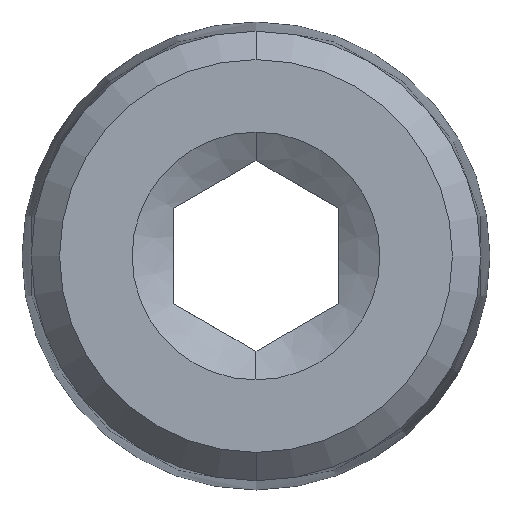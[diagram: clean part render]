
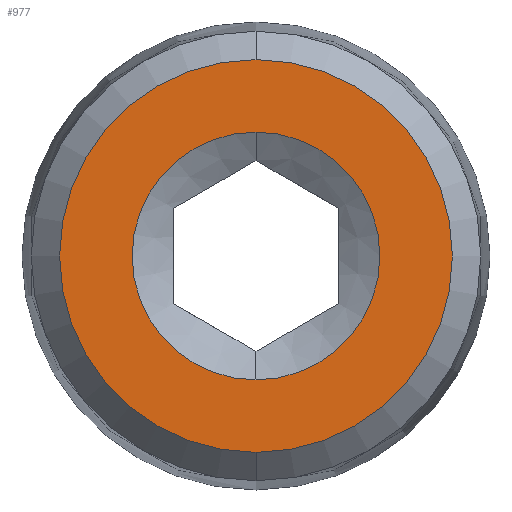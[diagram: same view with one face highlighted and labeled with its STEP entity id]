
A CAD part, front view. The second image highlights one B-rep face of the part: STEP entity #977.
In plain terms, the highlighted planar face has unit normal (0, -1, 0).
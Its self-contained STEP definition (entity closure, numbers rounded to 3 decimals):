
#123 = VERTEX_POINT ( 'NONE', #6693 ) ;
#133 = DIRECTION ( 'NONE',  ( 0., 0., -1. ) ) ;
#175 = DIRECTION ( 'NONE',  ( 0., -1., 0. ) ) ;
#977 = ADVANCED_FACE ( 'NONE', ( #5796, #2893 ), #11195, .T. ) ;
#1068 = CIRCLE ( 'NONE', #14353, 4.5 ) ;
#1776 = CARTESIAN_POINT ( 'NONE',  ( 0., -16.5, 0. ) ) ;
#2107 = DIRECTION ( 'NONE',  ( 0., 0., 1. ) ) ;
#2484 = EDGE_LOOP ( 'NONE', ( #7501, #12702 ) ) ;
#2767 = CARTESIAN_POINT ( 'NONE',  ( 0., -16.5, 0. ) ) ;
#2893 = FACE_OUTER_BOUND ( 'NONE', #2484, .T. ) ;
#2945 = DIRECTION ( 'NONE',  ( 0., 1., 0. ) ) ;
#3106 = DIRECTION ( 'NONE',  ( 0., 0., 1. ) ) ;
#3162 = CIRCLE ( 'NONE', #13325, 4.5 ) ;
#4121 = EDGE_CURVE ( 'NONE', #13852, #123, #3162, .T. ) ;
#4168 = CIRCLE ( 'NONE', #9902, 7.133 ) ;
#4190 = CARTESIAN_POINT ( 'NONE',  ( 0., -16.5, 7.133 ) ) ;
#4821 = CIRCLE ( 'NONE', #6533, 7.133 ) ;
#5080 = EDGE_CURVE ( 'NONE', #11899, #6477, #4168, .T. ) ;
#5609 = CARTESIAN_POINT ( 'NONE',  ( -3.566, -16.5, 0. ) ) ;
#5796 = FACE_BOUND ( 'NONE', #6449, .T. ) ;
#6449 = EDGE_LOOP ( 'NONE', ( #9404, #9202 ) ) ;
#6477 = VERTEX_POINT ( 'NONE', #4190 ) ;
#6533 = AXIS2_PLACEMENT_3D ( 'NONE', #1776, #13908, #8194 ) ;
#6693 = CARTESIAN_POINT ( 'NONE',  ( 0., -16.5, -4.5 ) ) ;
#7501 = ORIENTED_EDGE ( 'NONE', *, *, #9959, .F. ) ;
#7576 = CARTESIAN_POINT ( 'NONE',  ( 0., -16.5, -7.133 ) ) ;
#7760 = DIRECTION ( 'NONE',  ( 0., 1., 0. ) ) ;
#8194 = DIRECTION ( 'NONE',  ( 0., 0., 1. ) ) ;
#8215 = DIRECTION ( 'NONE',  ( 0., 1., 0. ) ) ;
#9202 = ORIENTED_EDGE ( 'NONE', *, *, #11976, .T. ) ;
#9404 = ORIENTED_EDGE ( 'NONE', *, *, #4121, .T. ) ;
#9461 = CARTESIAN_POINT ( 'NONE',  ( 0., -16.5, 4.5 ) ) ;
#9902 = AXIS2_PLACEMENT_3D ( 'NONE', #11032, #7760, #2107 ) ;
#9959 = EDGE_CURVE ( 'NONE', #6477, #11899, #4821, .T. ) ;
#10486 = DIRECTION ( 'NONE',  ( 0., 0., 1. ) ) ;
#11032 = CARTESIAN_POINT ( 'NONE',  ( 0., -16.5, 0. ) ) ;
#11195 = PLANE ( 'NONE',  #13947 ) ;
#11899 = VERTEX_POINT ( 'NONE', #7576 ) ;
#11976 = EDGE_CURVE ( 'NONE', #123, #13852, #1068, .T. ) ;
#12702 = ORIENTED_EDGE ( 'NONE', *, *, #5080, .F. ) ;
#12899 = CARTESIAN_POINT ( 'NONE',  ( 0., -16.5, 0. ) ) ;
#13325 = AXIS2_PLACEMENT_3D ( 'NONE', #12899, #2945, #3106 ) ;
#13852 = VERTEX_POINT ( 'NONE', #9461 ) ;
#13908 = DIRECTION ( 'NONE',  ( 0., 1., 0. ) ) ;
#13947 = AXIS2_PLACEMENT_3D ( 'NONE', #5609, #175, #133 ) ;
#14353 = AXIS2_PLACEMENT_3D ( 'NONE', #2767, #8215, #10486 ) ;
